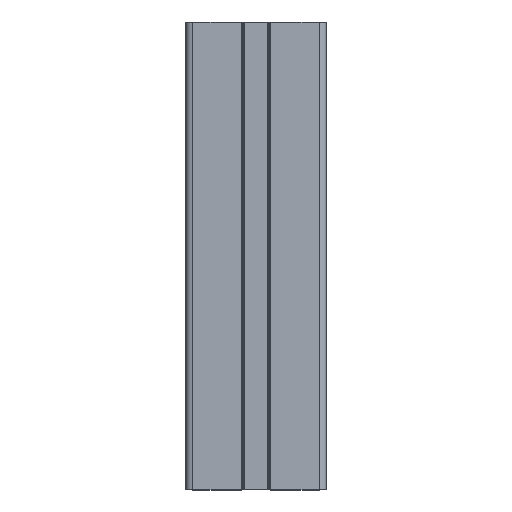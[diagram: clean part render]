
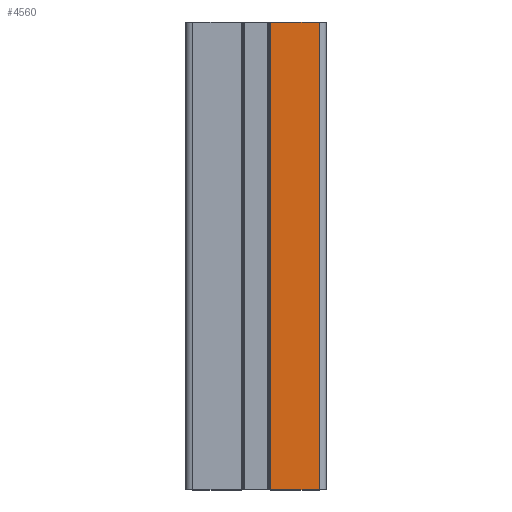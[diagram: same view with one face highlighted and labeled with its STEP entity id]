
A CAD part, top view. The second image highlights one B-rep face of the part: STEP entity #4560.
In plain terms, the highlighted planar face has unit normal (0, 0, 1).
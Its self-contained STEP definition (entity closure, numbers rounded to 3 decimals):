
#476=FACE_OUTER_BOUND('',#710,.T.);
#710=EDGE_LOOP('',(#3335,#3336,#3337,#3338));
#1063=LINE('',#7164,#1527);
#1064=LINE('',#7168,#1528);
#1065=LINE('',#7170,#1529);
#1066=LINE('',#7171,#1530);
#1527=VECTOR('',#5749,200.);
#1528=VECTOR('',#5754,20.7);
#1529=VECTOR('',#5755,200.);
#1530=VECTOR('',#5756,20.7);
#2003=VERTEX_POINT('',#7161);
#2004=VERTEX_POINT('',#7163);
#2005=VERTEX_POINT('',#7167);
#2006=VERTEX_POINT('',#7169);
#2552=EDGE_CURVE('',#2003,#2004,#1063,.T.);
#2554=EDGE_CURVE('',#2003,#2005,#1064,.T.);
#2555=EDGE_CURVE('',#2005,#2006,#1065,.T.);
#2556=EDGE_CURVE('',#2004,#2006,#1066,.T.);
#3335=ORIENTED_EDGE('',*,*,#2554,.T.);
#3336=ORIENTED_EDGE('',*,*,#2555,.T.);
#3337=ORIENTED_EDGE('',*,*,#2556,.F.);
#3338=ORIENTED_EDGE('',*,*,#2552,.F.);
#4393=PLANE('',#4894);
#4560=ADVANCED_FACE('',(#476),#4393,.T.);
#4894=AXIS2_PLACEMENT_3D('',#7166,#5752,#5753);
#5749=DIRECTION('',(0.,-1.,0.));
#5752=DIRECTION('center_axis',(0.,0.,1.));
#5753=DIRECTION('ref_axis',(1.,0.,0.));
#5754=DIRECTION('',(-1.,0.,0.));
#5755=DIRECTION('',(0.,-1.,0.));
#5756=DIRECTION('',(-1.,0.,0.));
#7161=CARTESIAN_POINT('',(27.,200.,30.));
#7163=CARTESIAN_POINT('',(27.,0.,30.));
#7164=CARTESIAN_POINT('',(27.,0.,30.));
#7166=CARTESIAN_POINT('Origin',(6.3,0.,30.));
#7167=CARTESIAN_POINT('',(6.3,200.,30.));
#7168=CARTESIAN_POINT('',(3.15,200.,30.));
#7169=CARTESIAN_POINT('',(6.3,0.,30.));
#7170=CARTESIAN_POINT('',(6.3,0.,30.));
#7171=CARTESIAN_POINT('',(3.15,0.,30.));
